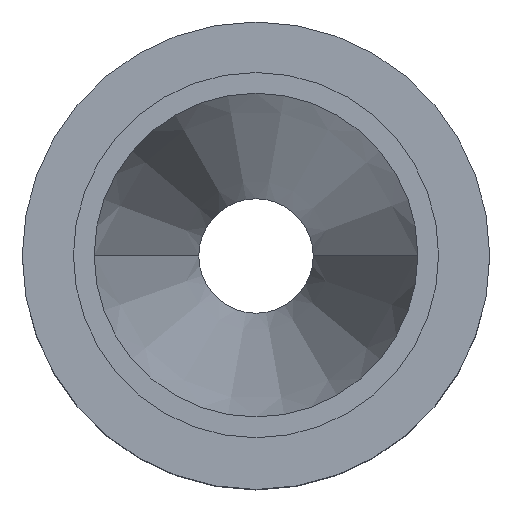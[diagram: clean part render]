
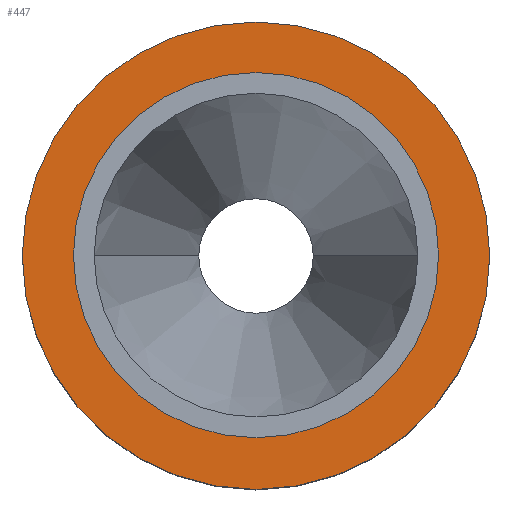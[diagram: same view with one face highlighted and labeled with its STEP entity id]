
A CAD part, top view. The second image highlights one B-rep face of the part: STEP entity #447.
In plain terms, the highlighted planar face has unit normal (0, 0, 1).
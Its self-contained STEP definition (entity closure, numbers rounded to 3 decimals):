
#28 = CARTESIAN_POINT ( 'NONE',  ( 0., 10.65, 34. ) ) ;
#89 = AXIS2_PLACEMENT_3D ( 'NONE', #619, #339, #893 ) ;
#101 = PLANE ( 'NONE',  #860 ) ;
#108 = EDGE_CURVE ( 'NONE', #600, #750, #253, .T. ) ;
#149 = CIRCLE ( 'NONE', #347, 16.825 ) ;
#152 = CARTESIAN_POINT ( 'NONE',  ( 0., 0., 34. ) ) ;
#155 = VERTEX_POINT ( 'NONE', #256 ) ;
#174 = CARTESIAN_POINT ( 'NONE',  ( 0., 0., 34. ) ) ;
#184 = VERTEX_POINT ( 'NONE', #311 ) ;
#225 = DIRECTION ( 'NONE',  ( 0., 0., -1. ) ) ;
#240 = DIRECTION ( 'NONE',  ( 0., 0., -1. ) ) ;
#243 = ORIENTED_EDGE ( 'NONE', *, *, #249, .T. ) ;
#249 = EDGE_CURVE ( 'NONE', #155, #184, #528, .T. ) ;
#253 = CIRCLE ( 'NONE', #720, 16.825 ) ;
#256 = CARTESIAN_POINT ( 'NONE',  ( 23., 0., 34. ) ) ;
#289 = DIRECTION ( 'NONE',  ( 0., 0., 1. ) ) ;
#311 = CARTESIAN_POINT ( 'NONE',  ( -23., 0., 34. ) ) ;
#334 = CIRCLE ( 'NONE', #377, 23. ) ;
#339 = DIRECTION ( 'NONE',  ( 0., 0., 1. ) ) ;
#347 = AXIS2_PLACEMENT_3D ( 'NONE', #152, #225, #844 ) ;
#377 = AXIS2_PLACEMENT_3D ( 'NONE', #430, #289, #781 ) ;
#415 = EDGE_LOOP ( 'NONE', ( #744, #638 ) ) ;
#430 = CARTESIAN_POINT ( 'NONE',  ( 0., 0., 34. ) ) ;
#435 = CARTESIAN_POINT ( 'NONE',  ( 16.825, 0., 34. ) ) ;
#447 = ADVANCED_FACE ( 'NONE', ( #721, #724 ), #101, .F. ) ;
#510 = EDGE_LOOP ( 'NONE', ( #243, #709 ) ) ;
#528 = CIRCLE ( 'NONE', #89, 23. ) ;
#542 = DIRECTION ( 'NONE',  ( -1., 0., 0. ) ) ;
#553 = EDGE_CURVE ( 'NONE', #184, #155, #334, .T. ) ;
#579 = DIRECTION ( 'NONE',  ( -1., 0., 0. ) ) ;
#600 = VERTEX_POINT ( 'NONE', #435 ) ;
#619 = CARTESIAN_POINT ( 'NONE',  ( 0., 0., 34. ) ) ;
#638 = ORIENTED_EDGE ( 'NONE', *, *, #108, .T. ) ;
#670 = DIRECTION ( 'NONE',  ( 0., 0., -1. ) ) ;
#709 = ORIENTED_EDGE ( 'NONE', *, *, #553, .T. ) ;
#720 = AXIS2_PLACEMENT_3D ( 'NONE', #174, #670, #542 ) ;
#721 = FACE_BOUND ( 'NONE', #415, .T. ) ;
#724 = FACE_OUTER_BOUND ( 'NONE', #510, .T. ) ;
#744 = ORIENTED_EDGE ( 'NONE', *, *, #866, .T. ) ;
#750 = VERTEX_POINT ( 'NONE', #773 ) ;
#773 = CARTESIAN_POINT ( 'NONE',  ( -16.825, 0., 34. ) ) ;
#781 = DIRECTION ( 'NONE',  ( 1., 0., 0. ) ) ;
#844 = DIRECTION ( 'NONE',  ( -1., 0., 0. ) ) ;
#860 = AXIS2_PLACEMENT_3D ( 'NONE', #28, #240, #579 ) ;
#866 = EDGE_CURVE ( 'NONE', #750, #600, #149, .T. ) ;
#893 = DIRECTION ( 'NONE',  ( 1., 0., 0. ) ) ;
